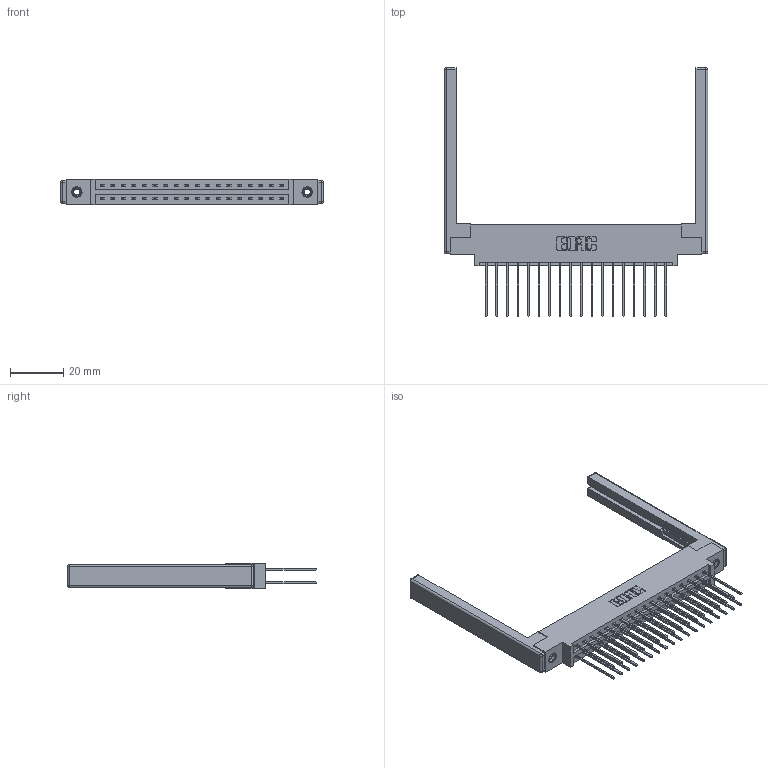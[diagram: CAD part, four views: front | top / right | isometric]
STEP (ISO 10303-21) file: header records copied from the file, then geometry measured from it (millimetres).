
FILE_DESCRIPTION (( 'STEP AP203' ), '1' );
FILE_NAME ('387-036-541-868.STEP', '2019-10-17T19:29:27', ( '' ), ( '' ), 'SwSTEP 2.0', 'SolidWorks 2016', '' );
FILE_SCHEMA (( 'CONFIG_CONTROL_DESIGN' ));
Length unit declared in the file: inch
Products named in the file (5): 307-220-068; 337 Part_0.170 Offset - 0.156 Dia-TI; 345-250-001_345-250-001-102; 387-036-541-868; 345-292-001_345-293-141
Assembly tree (41 placements, depth 2):
  387-036-541-868
    337 Part_0.170 Offset - 0.156 Dia-TI
    345-292-001_345-293-141  x36
    345-250-001_345-250-001-102  x2
    307-220-068  x2
Bounding box: 98.76 x 93.35 x 9.4 mm (x, y, z)
Volume: 14562 mm3; surface area: 16451.1 mm2
Topology: 41 solids, 41 shells, 2216 faces, 6509 edges, 4270 vertices
Faces by surface type: plane 1530, cylinder 662, cone 12, sphere 8, torus 4
Entity records: 19970 total; most frequent: CARTESIAN_POINT 3351, ORIENTED_EDGE 3276, DIRECTION 2964, EDGE_CURVE 1638, LINE 1460, VECTOR 1460, VERTEX_POINT 1082, AXIS2_PLACEMENT_3D 752
